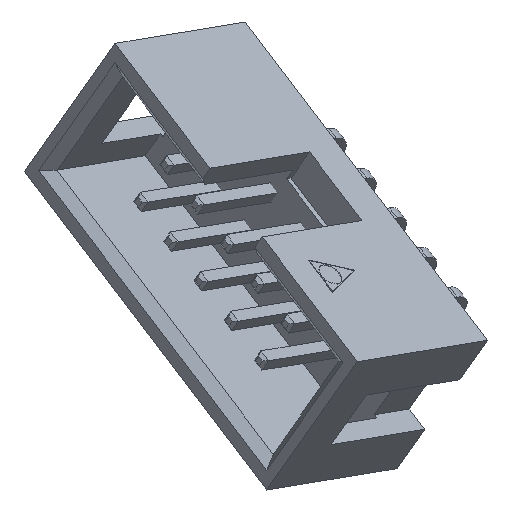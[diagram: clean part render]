
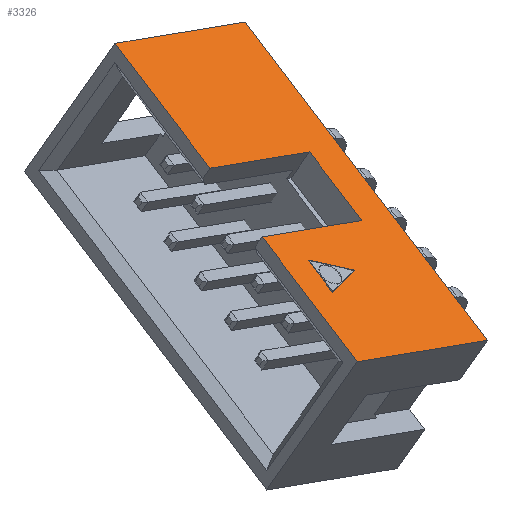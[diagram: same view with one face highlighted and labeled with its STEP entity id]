
A CAD part, top view. The second image highlights one B-rep face of the part: STEP entity #3326.
In plain terms, the highlighted face is planar.
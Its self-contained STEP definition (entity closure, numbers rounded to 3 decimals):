
#19 = PLANE ( 'NONE',  #2004 ) ;
#44 = ORIENTED_EDGE ( 'NONE', *, *, #2202, .F. ) ;
#69 = EDGE_CURVE ( 'NONE', #3584, #2864, #4681, .T. ) ;
#111 = FACE_BOUND ( 'NONE', #562, .T. ) ;
#113 = LINE ( 'NONE', #490, #1490 ) ;
#134 = VECTOR ( 'NONE', #388, 1000. ) ;
#262 = FACE_OUTER_BOUND ( 'NONE', #4244, .T. ) ;
#336 = DIRECTION ( 'NONE',  ( 0., 0., -1. ) ) ;
#370 = LINE ( 'NONE', #3892, #5261 ) ;
#388 = DIRECTION ( 'NONE',  ( 0., -1., 0. ) ) ;
#424 = EDGE_CURVE ( 'NONE', #2099, #3791, #3950, .T. ) ;
#490 = CARTESIAN_POINT ( 'NONE',  ( 20.4, 8.9, 0. ) ) ;
#512 = DIRECTION ( 'NONE',  ( 1., 0., 0. ) ) ;
#562 = EDGE_LOOP ( 'NONE', ( #5493, #999, #44 ) ) ;
#675 = ORIENTED_EDGE ( 'NONE', *, *, #1811, .F. ) ;
#917 = VERTEX_POINT ( 'NONE', #2757 ) ;
#943 = CARTESIAN_POINT ( 'NONE',  ( 0., 8.9, 0. ) ) ;
#999 = ORIENTED_EDGE ( 'NONE', *, *, #3482, .F. ) ;
#1020 = ORIENTED_EDGE ( 'NONE', *, *, #4851, .T. ) ;
#1032 = LINE ( 'NONE', #1598, #3423 ) ;
#1104 = VECTOR ( 'NONE', #3754, 1000. ) ;
#1109 = CARTESIAN_POINT ( 'NONE',  ( 6.2, 7.2, 0. ) ) ;
#1125 = VERTEX_POINT ( 'NONE', #5643 ) ;
#1198 = CARTESIAN_POINT ( 'NONE',  ( 0., 0., 0. ) ) ;
#1334 = LINE ( 'NONE', #5408, #4505 ) ;
#1363 = VERTEX_POINT ( 'NONE', #3875 ) ;
#1397 = CARTESIAN_POINT ( 'NONE',  ( 0., 8.9, 0. ) ) ;
#1490 = VECTOR ( 'NONE', #3173, 1000. ) ;
#1516 = DIRECTION ( 'NONE',  ( 1., 0., 0. ) ) ;
#1598 = CARTESIAN_POINT ( 'NONE',  ( 8., 2.1, 0. ) ) ;
#1691 = CARTESIAN_POINT ( 'NONE',  ( 20.4, 0., 0. ) ) ;
#1707 = VECTOR ( 'NONE', #512, 1000. ) ;
#1722 = ORIENTED_EDGE ( 'NONE', *, *, #5292, .T. ) ;
#1738 = VERTEX_POINT ( 'NONE', #1691 ) ;
#1811 = EDGE_CURVE ( 'NONE', #917, #2844, #2436, .T. ) ;
#1913 = LINE ( 'NONE', #4033, #4150 ) ;
#2004 = AXIS2_PLACEMENT_3D ( 'NONE', #2890, #336, #2279 ) ;
#2061 = EDGE_CURVE ( 'NONE', #1363, #1738, #113, .T. ) ;
#2099 = VERTEX_POINT ( 'NONE', #3003 ) ;
#2202 = EDGE_CURVE ( 'NONE', #2864, #6237, #6622, .T. ) ;
#2279 = DIRECTION ( 'NONE',  ( -1., 0., 0. ) ) ;
#2299 = EDGE_CURVE ( 'NONE', #2099, #2634, #1334, .T. ) ;
#2436 = LINE ( 'NONE', #3909, #5243 ) ;
#2634 = VERTEX_POINT ( 'NONE', #5646 ) ;
#2757 = CARTESIAN_POINT ( 'NONE',  ( 12.4, 2.1, 0. ) ) ;
#2782 = CARTESIAN_POINT ( 'NONE',  ( 5.2, 4.9, 0. ) ) ;
#2844 = VERTEX_POINT ( 'NONE', #2915 ) ;
#2858 = ORIENTED_EDGE ( 'NONE', *, *, #5007, .F. ) ;
#2864 = VERTEX_POINT ( 'NONE', #5506 ) ;
#2890 = CARTESIAN_POINT ( 'NONE',  ( 0., 8.9, 0. ) ) ;
#2915 = CARTESIAN_POINT ( 'NONE',  ( 12.4, 8.9, 0. ) ) ;
#2919 = DIRECTION ( 'NONE',  ( 0.399, -0.917, 0. ) ) ;
#2996 = CARTESIAN_POINT ( 'NONE',  ( 8., 2.1, 0. ) ) ;
#3003 = CARTESIAN_POINT ( 'NONE',  ( 0., 8.9, 0. ) ) ;
#3083 = DIRECTION ( 'NONE',  ( 0., 1., 0. ) ) ;
#3173 = DIRECTION ( 'NONE',  ( 0., -1., 0. ) ) ;
#3286 = DIRECTION ( 'NONE',  ( 1., 0., 0. ) ) ;
#3326 = ADVANCED_FACE ( 'NONE', ( #262, #111 ), #19, .F. ) ;
#3423 = VECTOR ( 'NONE', #3083, 1000. ) ;
#3478 = ORIENTED_EDGE ( 'NONE', *, *, #2299, .F. ) ;
#3482 = EDGE_CURVE ( 'NONE', #6237, #3584, #1913, .T. ) ;
#3575 = LINE ( 'NONE', #2996, #1707 ) ;
#3584 = VERTEX_POINT ( 'NONE', #6085 ) ;
#3754 = DIRECTION ( 'NONE',  ( -1., 0., 0. ) ) ;
#3791 = VERTEX_POINT ( 'NONE', #1198 ) ;
#3875 = CARTESIAN_POINT ( 'NONE',  ( 20.4, 8.9, 0. ) ) ;
#3892 = CARTESIAN_POINT ( 'NONE',  ( 0., 0., 0. ) ) ;
#3909 = CARTESIAN_POINT ( 'NONE',  ( 12.4, 2.1, 0. ) ) ;
#3950 = LINE ( 'NONE', #1397, #134 ) ;
#4033 = CARTESIAN_POINT ( 'NONE',  ( 6.2, 7.2, 0. ) ) ;
#4150 = VECTOR ( 'NONE', #4580, 1000. ) ;
#4244 = EDGE_LOOP ( 'NONE', ( #4748, #1722, #3478, #5969, #1020, #5721, #2858, #675 ) ) ;
#4505 = VECTOR ( 'NONE', #3286, 1000. ) ;
#4580 = DIRECTION ( 'NONE',  ( 0.399, 0.917, 0. ) ) ;
#4628 = VECTOR ( 'NONE', #1516, 1000. ) ;
#4681 = LINE ( 'NONE', #1109, #1104 ) ;
#4748 = ORIENTED_EDGE ( 'NONE', *, *, #5014, .F. ) ;
#4851 = EDGE_CURVE ( 'NONE', #3791, #1738, #370, .T. ) ;
#5007 = EDGE_CURVE ( 'NONE', #2844, #1363, #6632, .T. ) ;
#5014 = EDGE_CURVE ( 'NONE', #1125, #917, #3575, .T. ) ;
#5243 = VECTOR ( 'NONE', #5998, 1000. ) ;
#5261 = VECTOR ( 'NONE', #5839, 1000. ) ;
#5292 = EDGE_CURVE ( 'NONE', #1125, #2634, #1032, .T. ) ;
#5408 = CARTESIAN_POINT ( 'NONE',  ( 0., 8.9, 0. ) ) ;
#5493 = ORIENTED_EDGE ( 'NONE', *, *, #69, .F. ) ;
#5506 = CARTESIAN_POINT ( 'NONE',  ( 4.2, 7.2, 0. ) ) ;
#5576 = VECTOR ( 'NONE', #2919, 1000. ) ;
#5643 = CARTESIAN_POINT ( 'NONE',  ( 8., 2.1, 0. ) ) ;
#5646 = CARTESIAN_POINT ( 'NONE',  ( 8., 8.9, 0. ) ) ;
#5721 = ORIENTED_EDGE ( 'NONE', *, *, #2061, .F. ) ;
#5839 = DIRECTION ( 'NONE',  ( 1., 0., 0. ) ) ;
#5969 = ORIENTED_EDGE ( 'NONE', *, *, #424, .T. ) ;
#5998 = DIRECTION ( 'NONE',  ( 0., 1., 0. ) ) ;
#6013 = CARTESIAN_POINT ( 'NONE',  ( 5.2, 4.9, 0. ) ) ;
#6085 = CARTESIAN_POINT ( 'NONE',  ( 6.2, 7.2, 0. ) ) ;
#6237 = VERTEX_POINT ( 'NONE', #2782 ) ;
#6622 = LINE ( 'NONE', #6013, #5576 ) ;
#6632 = LINE ( 'NONE', #943, #4628 ) ;
